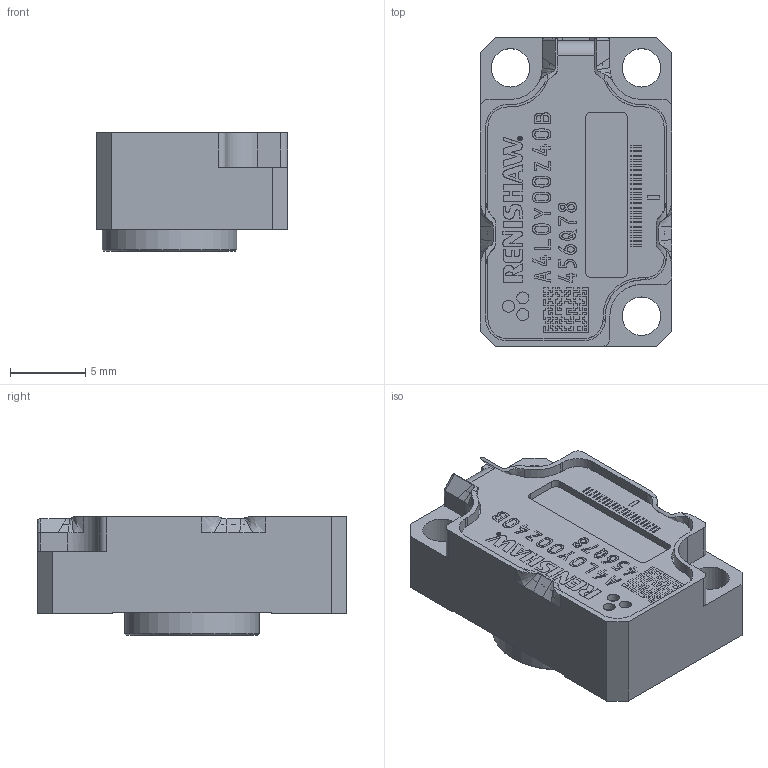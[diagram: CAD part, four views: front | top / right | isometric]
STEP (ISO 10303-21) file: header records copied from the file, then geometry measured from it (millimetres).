
FILE_DESCRIPTION(/* description */ (''),/* implementation_level */ '2;1');
FILE_NAME(/* name */ 'ATOM DX 40µm space model top exit.stp',/* time_stamp */ '2019-07-05T09:05:09+01:00',/* author */ (''),/* organization */ (''),/* preprocessor_version */ 'ST-DEVELOPER v16',/* originating_system */ 'SIEMENS PLM Software NX 10.0',/* authorisation */ '');
FILE_SCHEMA (('AP203_CONFIGURATION_CONTROLLED_3D_DESIGN_OF_MECHANICAL_PARTS_AND_ASSEMBLIES_MIM_LF { 1 0 10303 403 2 1 2}'));
Length unit declared in the file: millimetre
Products named in the file (1): lg141EE04B845sr3
Bounding box: 12.7 x 20.5 x 7.88 mm (x, y, z)
Volume: 1429.4 mm3; surface area: 1490.1 mm2
Topology: 3 solids, 3 shells, 920 faces, 2541 edges, 1693 vertices
Faces by surface type: plane 705, cylinder 106, extrusion 80, bspline 28, cone 1
Full cylindrical faces by diameter (mm): 0.8 x3, 2.55 x3, 7.5 x1, 8.949 x1
Entity records: 31639 total; most frequent: CARTESIAN_POINT 9518, ORIENTED_EDGE 5048, DIRECTION 3678, EDGE_CURVE 2524, VERTEX_POINT 1689, VECTOR 1598, LINE 1518, AXIS2_PLACEMENT_3D 1040
